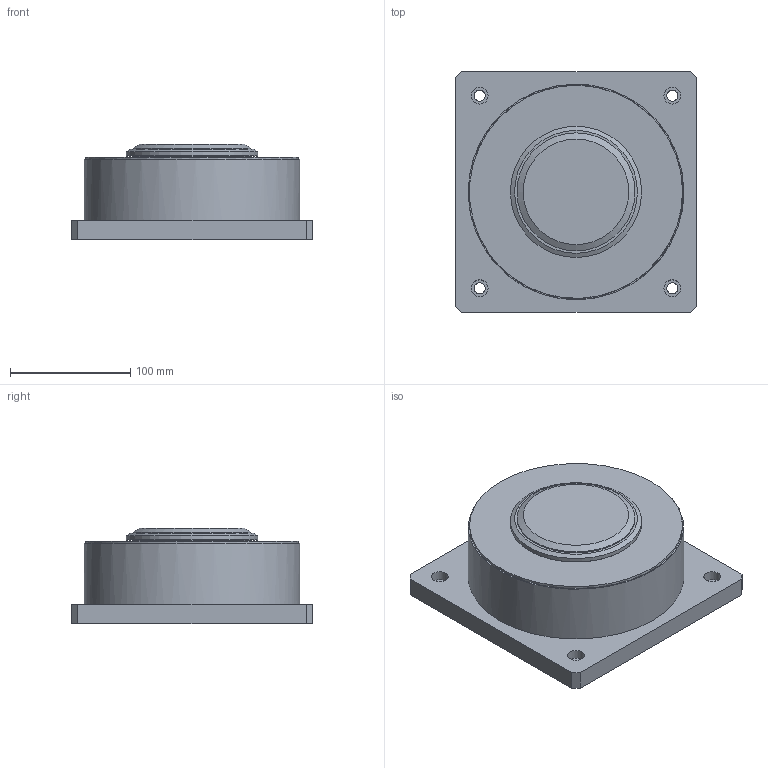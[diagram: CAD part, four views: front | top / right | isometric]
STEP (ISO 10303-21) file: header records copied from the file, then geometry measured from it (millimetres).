
FILE_DESCRIPTION(/* description */ (''),/* implementation_level */ '2;1');
FILE_NAME(/* name */ 'EFFU-30-N-UPE-0.stp',/* time_stamp */ '2018-11-30T15:44:04+09:00',/* author */ ('idt-l'),/* organization */ (''),/* preprocessor_version */ 'ST-DEVELOPER v16.13',/* originating_system */ 'Autodesk Inventor 2018',/* authorisation */ '');
FILE_SCHEMA (('AUTOMOTIVE_DESIGN { 1 0 10303 214 3 1 1 }'));
Length unit declared in the file: inch
Products named in the file (1): EFFU-30-N-UPE-0
Bounding box: 200 x 200 x 79 mm (x, y, z)
Volume: 2037878.2 mm3; surface area: 133684.9 mm2
Topology: 1 solids, 1 shells, 37 faces, 78 edges, 53 vertices
Faces by surface type: plane 20, cylinder 14, cone 3
Full cylindrical faces by diameter (mm): 9 x4, 14 x4, 87.608 x1, 98 x1, 109 x1, 177 x1, 179 x1, 179.2 x1
Entity records: 982 total; most frequent: DIRECTION 162, CARTESIAN_POINT 140, ORIENTED_EDGE 110, EDGE_LOOP 72, AXIS2_PLACEMENT_3D 69, EDGE_CURVE 55, VERTEX_POINT 47, FACE_OUTER_BOUND 37
